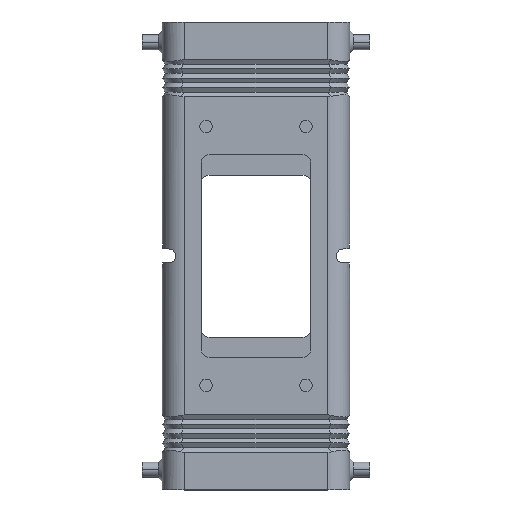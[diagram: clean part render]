
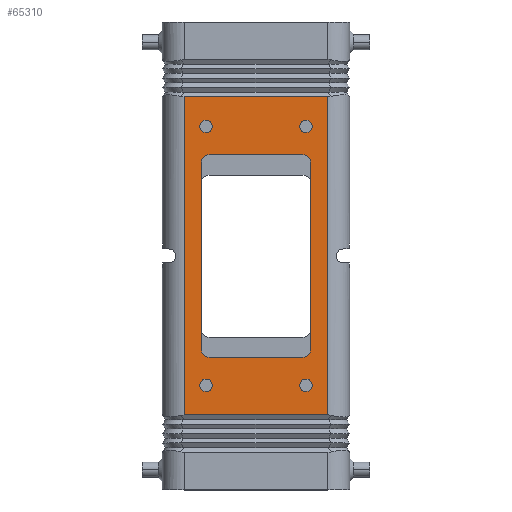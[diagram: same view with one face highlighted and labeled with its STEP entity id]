
A CAD part, top view. The second image highlights one B-rep face of the part: STEP entity #65310.
In plain terms, the highlighted planar face has unit normal (0, 0, 1).
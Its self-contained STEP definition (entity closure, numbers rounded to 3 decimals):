
#3540=CARTESIAN_POINT('',(34.261,32.799,21.5));
#3550=VERTEX_POINT('',#3540);
#3730=CARTESIAN_POINT('',(36.761,30.299,21.5));
#3740=VERTEX_POINT('',#3730);
#3770=CARTESIAN_POINT('',(36.761,32.799,21.5));
#3780=DIRECTION('',(0.,0.,-1.));
#3790=DIRECTION('',(1.,0.,0.));
#3800=AXIS2_PLACEMENT_3D('',#3770,#3780,#3790);
#3810=CIRCLE('',#3800,2.5);
#3820=EDGE_CURVE('',#3740,#3550,#3810,.T.);
#18670=CARTESIAN_POINT('',(74.761,11.799,21.5));
#18680=VERTEX_POINT('',#18670);
#18710=CARTESIAN_POINT('',(74.761,0.,21.5));
#18720=DIRECTION('',(0.,1.,0.));
#18730=VECTOR('',#18720,1.);
#18740=LINE('',#18710,#18730);
#18750=CARTESIAN_POINT('',(74.761,113.799,21.5));
#18760=VERTEX_POINT('',#18750);
#18770=EDGE_CURVE('',#18680,#18760,#18740,.T.);
#22910=CARTESIAN_POINT('',(69.261,32.799,21.5));
#22920=VERTEX_POINT('',#22910);
#22970=CARTESIAN_POINT('',(66.761,32.799,21.5));
#22980=DIRECTION('',(0.,0.,-1.));
#22990=DIRECTION('',(1.,0.,0.));
#23000=AXIS2_PLACEMENT_3D('',#22970,#22980,#22990);
#23010=CIRCLE('',#23000,2.5);
#23020=CARTESIAN_POINT('',(66.761,30.299,21.5));
#23030=VERTEX_POINT('',#23020);
#23040=EDGE_CURVE('',#22920,#23030,#23010,.T.);
#31180=CARTESIAN_POINT('',(34.261,92.799,21.5));
#31190=VERTEX_POINT('',#31180);
#31240=CARTESIAN_POINT('',(36.761,92.799,21.5));
#31250=DIRECTION('',(0.,0.,1.));
#31260=DIRECTION('',(1.,0.,0.));
#31270=AXIS2_PLACEMENT_3D('',#31240,#31250,#31260);
#31280=CIRCLE('',#31270,2.5);
#31290=CARTESIAN_POINT('',(36.761,95.299,21.5));
#31300=VERTEX_POINT('',#31290);
#31310=EDGE_CURVE('',#31300,#31190,#31280,.T.);
#32060=CARTESIAN_POINT('',(69.261,92.799,21.5));
#32070=VERTEX_POINT('',#32060);
#32250=CARTESIAN_POINT('',(66.761,95.299,21.5));
#32260=VERTEX_POINT('',#32250);
#32290=CARTESIAN_POINT('',(66.761,92.799,21.5));
#32300=DIRECTION('',(0.,0.,1.));
#32310=DIRECTION('',(1.,0.,0.));
#32320=AXIS2_PLACEMENT_3D('',#32290,#32300,#32310);
#32330=CIRCLE('',#32320,2.5);
#32340=EDGE_CURVE('',#32070,#32260,#32330,.T.);
#41700=CARTESIAN_POINT('',(69.261,0.,21.5));
#41710=DIRECTION('',(0.,1.,0.));
#41720=VECTOR('',#41710,1.);
#41730=LINE('',#41700,#41720);
#41740=EDGE_CURVE('',#22920,#32070,#41730,.T.);
#56320=CARTESIAN_POINT('',(0.,30.299,21.5));
#56330=DIRECTION('',(1.,0.,0.));
#56340=VECTOR('',#56330,1.);
#56350=LINE('',#56320,#56340);
#56360=EDGE_CURVE('',#3740,#23030,#56350,.T.);
#57610=CARTESIAN_POINT('',(28.761,113.799,21.5));
#57620=VERTEX_POINT('',#57610);
#57650=CARTESIAN_POINT('',(28.761,0.,21.5));
#57660=DIRECTION('',(0.,1.,0.));
#57670=VECTOR('',#57660,1.);
#57680=LINE('',#57650,#57670);
#57690=CARTESIAN_POINT('',(28.761,11.799,21.5));
#57700=VERTEX_POINT('',#57690);
#57710=EDGE_CURVE('',#57700,#57620,#57680,.T.);
#64300=CARTESIAN_POINT('',(81.198,137.799,21.5));
#64310=DIRECTION('',(0.,0.,1.));
#64320=DIRECTION('',(-1.,0.,0.));
#64330=AXIS2_PLACEMENT_3D('',#64300,#64310,#64320);
#64340=PLANE('',#64330);
#64350=CARTESIAN_POINT('',(0.,113.799,21.5));
#64360=DIRECTION('',(1.,0.,0.));
#64370=VECTOR('',#64360,1.);
#64380=LINE('',#64350,#64370);
#64390=EDGE_CURVE('',#57620,#18760,#64380,.T.);
#64400=ORIENTED_EDGE('',*,*,#64390,.F.);
#64410=ORIENTED_EDGE('',*,*,#18770,.T.);
#64420=CARTESIAN_POINT('',(0.,11.799,21.5));
#64430=DIRECTION('',(1.,0.,0.));
#64440=VECTOR('',#64430,1.);
#64450=LINE('',#64420,#64440);
#64460=EDGE_CURVE('',#57700,#18680,#64450,.T.);
#64470=ORIENTED_EDGE('',*,*,#64460,.T.);
#64480=ORIENTED_EDGE('',*,*,#57710,.F.);
#64490=EDGE_LOOP('',(#64480,#64470,#64410,#64400));
#64500=FACE_OUTER_BOUND('',#64490,.T.);
#64510=ORIENTED_EDGE('',*,*,#23040,.T.);
#64520=ORIENTED_EDGE('',*,*,#41740,.F.);
#64530=ORIENTED_EDGE('',*,*,#32340,.F.);
#64540=CARTESIAN_POINT('',(0.,95.299,21.5));
#64550=DIRECTION('',(-1.,0.,0.));
#64560=VECTOR('',#64550,1.);
#64570=LINE('',#64540,#64560);
#64580=EDGE_CURVE('',#32260,#31300,#64570,.T.);
#64590=ORIENTED_EDGE('',*,*,#64580,.F.);
#64600=ORIENTED_EDGE('',*,*,#31310,.F.);
#64610=CARTESIAN_POINT('',(34.261,0.,21.5));
#64620=DIRECTION('',(0.,-1.,0.));
#64630=VECTOR('',#64620,1.);
#64640=LINE('',#64610,#64630);
#64650=EDGE_CURVE('',#31190,#3550,#64640,.T.);
#64660=ORIENTED_EDGE('',*,*,#64650,.F.);
#64670=ORIENTED_EDGE('',*,*,#3820,.T.);
#64680=ORIENTED_EDGE('',*,*,#56360,.F.);
#64690=EDGE_LOOP('',(#64680,#64670,#64660,#64600,#64590,#64530,#64520,
#64510));
#64700=FACE_BOUND('',#64690,.T.);
#64710=CARTESIAN_POINT('',(67.761,104.299,21.5));
#64720=DIRECTION('',(0.,0.,-1.));
#64730=DIRECTION('',(-1.,0.,0.));
#64740=AXIS2_PLACEMENT_3D('',#64710,#64720,#64730);
#64750=CIRCLE('',#64740,2.);
#64760=CARTESIAN_POINT('',(65.761,104.299,21.5));
#64770=VERTEX_POINT('',#64760);
#64780=CARTESIAN_POINT('',(69.761,104.299,21.5));
#64790=VERTEX_POINT('',#64780);
#64800=EDGE_CURVE('',#64770,#64790,#64750,.T.);
#64810=ORIENTED_EDGE('',*,*,#64800,.T.);
#64820=EDGE_CURVE('',#64790,#64770,#64750,.T.);
#64830=ORIENTED_EDGE('',*,*,#64820,.T.);
#64840=EDGE_LOOP('',(#64830,#64810));
#64850=FACE_BOUND('',#64840,.T.);
#64860=CARTESIAN_POINT('',(35.761,21.299,21.5));
#64870=DIRECTION('',(0.,0.,-1.));
#64880=DIRECTION('',(-1.,0.,0.));
#64890=AXIS2_PLACEMENT_3D('',#64860,#64870,#64880);
#64900=CIRCLE('',#64890,2.);
#64910=CARTESIAN_POINT('',(33.761,21.299,21.5));
#64920=VERTEX_POINT('',#64910);
#64930=CARTESIAN_POINT('',(37.761,21.299,21.5));
#64940=VERTEX_POINT('',#64930);
#64950=EDGE_CURVE('',#64920,#64940,#64900,.T.);
#64960=ORIENTED_EDGE('',*,*,#64950,.T.);
#64970=EDGE_CURVE('',#64940,#64920,#64900,.T.);
#64980=ORIENTED_EDGE('',*,*,#64970,.T.);
#64990=EDGE_LOOP('',(#64980,#64960));
#65000=FACE_BOUND('',#64990,.T.);
#65010=CARTESIAN_POINT('',(35.761,104.299,21.5));
#65020=DIRECTION('',(0.,0.,-1.));
#65030=DIRECTION('',(-1.,0.,0.));
#65040=AXIS2_PLACEMENT_3D('',#65010,#65020,#65030);
#65050=CIRCLE('',#65040,2.);
#65060=CARTESIAN_POINT('',(33.761,104.299,21.5));
#65070=VERTEX_POINT('',#65060);
#65080=CARTESIAN_POINT('',(37.761,104.299,21.5));
#65090=VERTEX_POINT('',#65080);
#65100=EDGE_CURVE('',#65070,#65090,#65050,.T.);
#65110=ORIENTED_EDGE('',*,*,#65100,.T.);
#65120=EDGE_CURVE('',#65090,#65070,#65050,.T.);
#65130=ORIENTED_EDGE('',*,*,#65120,.T.);
#65140=EDGE_LOOP('',(#65130,#65110));
#65150=FACE_BOUND('',#65140,.T.);
#65160=CARTESIAN_POINT('',(67.761,21.299,21.5));
#65170=DIRECTION('',(0.,0.,-1.));
#65180=DIRECTION('',(-1.,0.,0.));
#65190=AXIS2_PLACEMENT_3D('',#65160,#65170,#65180);
#65200=CIRCLE('',#65190,2.);
#65210=CARTESIAN_POINT('',(65.761,21.299,21.5));
#65220=VERTEX_POINT('',#65210);
#65230=CARTESIAN_POINT('',(69.761,21.299,21.5));
#65240=VERTEX_POINT('',#65230);
#65250=EDGE_CURVE('',#65220,#65240,#65200,.T.);
#65260=ORIENTED_EDGE('',*,*,#65250,.T.);
#65270=EDGE_CURVE('',#65240,#65220,#65200,.T.);
#65280=ORIENTED_EDGE('',*,*,#65270,.T.);
#65290=EDGE_LOOP('',(#65280,#65260));
#65300=FACE_BOUND('',#65290,.T.);
#65310=ADVANCED_FACE('',(#64500,#64700,#64850,#65000,#65150,#65300),
#64340,.T.);
